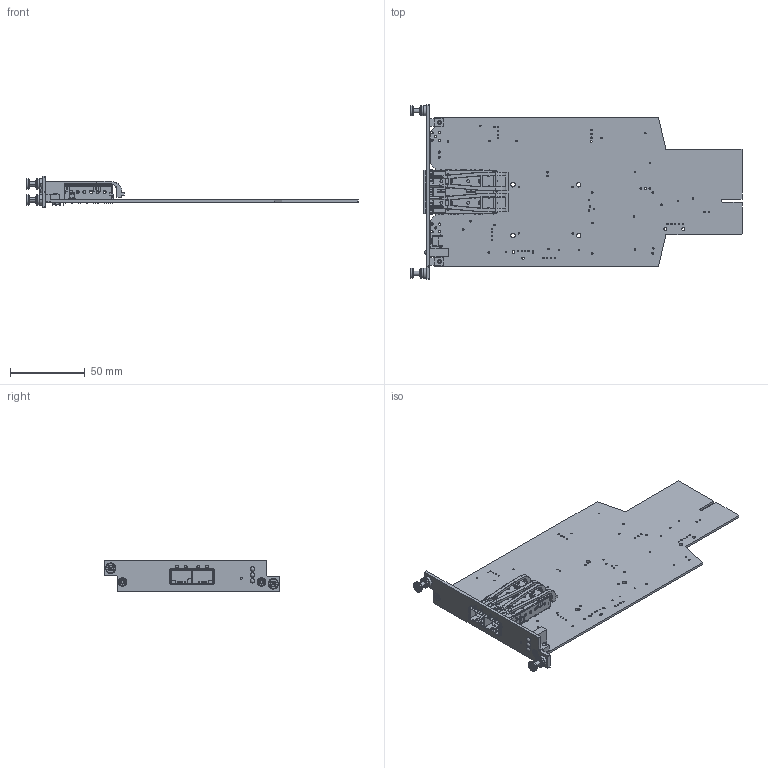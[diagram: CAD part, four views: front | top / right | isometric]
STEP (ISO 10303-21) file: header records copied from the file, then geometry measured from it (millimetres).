
FILE_DESCRIPTION(('FreeCAD Model'),'2;1');
FILE_NAME('Open CASCADE Shape Model','2024-03-01T12:18:59',(''),(''), 'Open CASCADE STEP processor 7.6','FreeCAD','Unknown');
FILE_SCHEMA(('AUTOMOTIVE_DESIGN { 1 0 10303 214 1 1 1 1 }'));
Length unit declared in the file: millimetre
Products named in the file (56): PCB; Board; ME102; BL8801F0200_Konstruktionsdaten_v0100; Body; PFHV_M3-0_PFHV_M3-LI; KVT_PFHV_M3_011_KVT_PFHV_M3_011; KVT_PFHV_M3_012_KVT_PFHV_M3_012; PFHV_M3-0_PFHV_M3-RE; KVT_PFHV_M3_011_KVT_PFHV_M3_012; KVT_PFHV_M3_012_KVT_PFHV_M3_013; ME700; c-2170163-1-a-3d_RGB15724527; ME101; 7028301376; Extruded015; 7028301184; Extruded016; ME100; 7028301376001; 7028301184001; A600; c-1825027-2-g-3d; LED600; 7028305408; Extruded069; 7028305408001; 7028305408002; 7028305216; Extruded072; 7028305408003; 7028305408004; 7028305408005; 7028304832; Cylinder; 7028304448; Sphere; 7028304064; Sphere001; 7028303680 ...
Assembly tree (65 placements, depth 5):
  PCB
    Board
    ME102
      BL8801F0200_Konstruktionsdaten_v0100
        Body
        PFHV_M3-0_PFHV_M3-LI
          KVT_PFHV_M3_011_KVT_PFHV_M3_011
          KVT_PFHV_M3_012_KVT_PFHV_M3_012
        PFHV_M3-0_PFHV_M3-RE
          KVT_PFHV_M3_011_KVT_PFHV_M3_012
          KVT_PFHV_M3_012_KVT_PFHV_M3_013
    ME700
      c-2170163-1-a-3d_RGB15724527
    ME101
      7028301376
        Extruded015
      7028301184
        Extruded016
    ME100
      7028301376001
        Extruded015
      7028301184001
        Extruded016
    A600
      c-1825027-2-g-3d
    LED600
      7028305408
        Extruded069
      7028305408001
        Extruded069
      7028305408002
        Extruded069
      7028305216
        Extruded072
      7028305408003
        Extruded069
      7028305408004
        Extruded069
      7028305408005
        Extruded069
      7028304832
        Cylinder
      7028304448
        Sphere
      7028304064
        Sphere001
      7028303680
        Cylinder001
      7028303296
        Cylinder002
      7028303104
        Extruded076
      7028302720
        Sphere002
    ME108
      US200250
    ME107
      US200250
    ME106
      SC01025052
Bounding box: 222.13 x 117 x 21 mm (x, y, z)
Volume: 35881.8 mm3; surface area: 56599.5 mm2
Topology: 32 solids, 34 shells, 2312 faces, 6428 edges, 4143 vertices
Faces by surface type: cylinder 1060, plane 1059, torus 78, cone 60, bspline 36, sphere 19
Full cylindrical faces by diameter (mm): 0.195 x2, 0.7 x8, 0.75 x2, 0.8 x6, 0.9 x6, 1 x56, 1.1 x13, 1.2 x8, 1.3 x4, 1.4 x2, 1.5 x1, 1.54 x10, 1.6 x4, 2 x6, 2.224 x4, 2.5 x4, 2.6 x2, 2.7 x2, 2.9 x5, 3 x4, 3.1 x3, 4.7 x2, 5.7 x2
Entity records: 226850 total; most frequent: CARTESIAN_POINT 104704, DIRECTION 22573, LINE 13078, VECTOR 13078, ORIENTED_EDGE 12230, PCURVE 12226, DEFINITIONAL_REPRESENTATION 12226, EDGE_CURVE 6113
